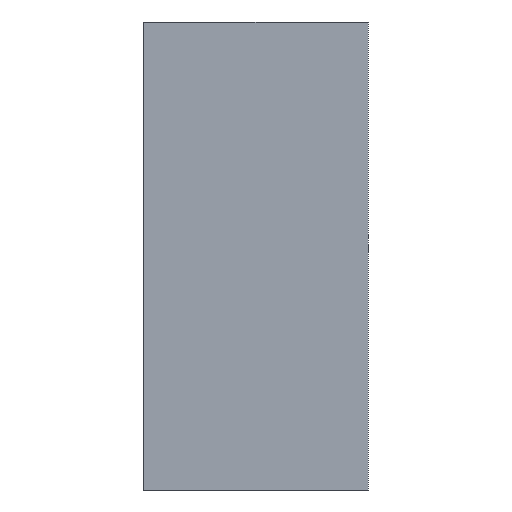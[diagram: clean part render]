
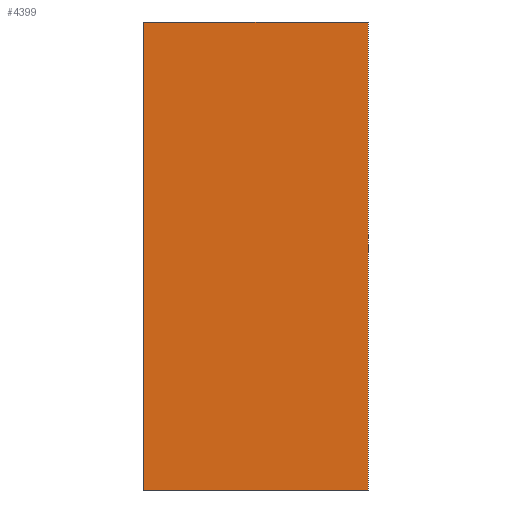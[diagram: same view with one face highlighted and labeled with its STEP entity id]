
A CAD part, front view. The second image highlights one B-rep face of the part: STEP entity #4399.
In plain terms, the highlighted planar face has unit normal (0, -1, 0).
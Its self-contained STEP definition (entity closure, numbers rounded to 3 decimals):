
#2764 = PLANE('',#2765);
#2765 = AXIS2_PLACEMENT_3D('',#2766,#2767,#2768);
#2766 = CARTESIAN_POINT('',(-0.6,0.64,1.25));
#2767 = DIRECTION('',(1.,0.,0.));
#2768 = DIRECTION('',(0.,0.,-1.));
#2919 = VERTEX_POINT('',#2920);
#2920 = CARTESIAN_POINT('',(-0.6,-0.36,0.));
#2934 = PLANE('',#2935);
#2935 = AXIS2_PLACEMENT_3D('',#2936,#2937,#2938);
#2936 = CARTESIAN_POINT('',(0.,1.22,0.));
#2937 = DIRECTION('',(0.,0.,1.));
#2938 = DIRECTION('',(0.,1.,0.));
#2946 = EDGE_CURVE('',#2947,#2919,#2949,.T.);
#2947 = VERTEX_POINT('',#2948);
#2948 = CARTESIAN_POINT('',(-0.6,-0.36,1.25));
#2949 = SURFACE_CURVE('',#2950,(#2954,#2961),.PCURVE_S1.);
#2950 = LINE('',#2951,#2952);
#2951 = CARTESIAN_POINT('',(-0.6,-0.36,1.25));
#2952 = VECTOR('',#2953,1.);
#2953 = DIRECTION('',(0.,0.,-1.));
#2954 = PCURVE('',#2764,#2955);
#2955 = DEFINITIONAL_REPRESENTATION('',(#2956),#2960);
#2956 = LINE('',#2957,#2958);
#2957 = CARTESIAN_POINT('',(-0.,-1.));
#2958 = VECTOR('',#2959,1.);
#2959 = DIRECTION('',(1.,0.));
#2960 = ( GEOMETRIC_REPRESENTATION_CONTEXT(2) 
PARAMETRIC_REPRESENTATION_CONTEXT() REPRESENTATION_CONTEXT('2D SPACE',''
  ) );
#2961 = PCURVE('',#2962,#2967);
#2962 = PLANE('',#2963);
#2963 = AXIS2_PLACEMENT_3D('',#2964,#2965,#2966);
#2964 = CARTESIAN_POINT('',(-0.6,-0.36,1.25));
#2965 = DIRECTION('',(0.,1.,0.));
#2966 = DIRECTION('',(0.,-0.,-1.));
#2967 = DEFINITIONAL_REPRESENTATION('',(#2968),#2972);
#2968 = LINE('',#2969,#2970);
#2969 = CARTESIAN_POINT('',(0.,0.));
#2970 = VECTOR('',#2971,1.);
#2971 = DIRECTION('',(1.,-0.));
#2972 = ( GEOMETRIC_REPRESENTATION_CONTEXT(2) 
PARAMETRIC_REPRESENTATION_CONTEXT() REPRESENTATION_CONTEXT('2D SPACE',''
  ) );
#2990 = PLANE('',#2991);
#2991 = AXIS2_PLACEMENT_3D('',#2992,#2993,#2994);
#2992 = CARTESIAN_POINT('',(0.,1.22,1.25));
#2993 = DIRECTION('',(0.,0.,1.));
#2994 = DIRECTION('',(0.,1.,0.));
#3916 = EDGE_CURVE('',#2947,#3917,#3919,.T.);
#3917 = VERTEX_POINT('',#3918);
#3918 = CARTESIAN_POINT('',(0.,-0.36,1.25));
#3919 = SURFACE_CURVE('',#3920,(#3924,#3931),.PCURVE_S1.);
#3920 = LINE('',#3921,#3922);
#3921 = CARTESIAN_POINT('',(-0.6,-0.36,1.25));
#3922 = VECTOR('',#3923,1.);
#3923 = DIRECTION('',(1.,0.,0.));
#3924 = PCURVE('',#2990,#3925);
#3925 = DEFINITIONAL_REPRESENTATION('',(#3926),#3930);
#3926 = LINE('',#3927,#3928);
#3927 = CARTESIAN_POINT('',(-1.58,0.6));
#3928 = VECTOR('',#3929,1.);
#3929 = DIRECTION('',(0.,-1.));
#3930 = ( GEOMETRIC_REPRESENTATION_CONTEXT(2) 
PARAMETRIC_REPRESENTATION_CONTEXT() REPRESENTATION_CONTEXT('2D SPACE',''
  ) );
#3931 = PCURVE('',#2962,#3932);
#3932 = DEFINITIONAL_REPRESENTATION('',(#3933),#3937);
#3933 = LINE('',#3934,#3935);
#3934 = CARTESIAN_POINT('',(0.,0.));
#3935 = VECTOR('',#3936,1.);
#3936 = DIRECTION('',(-0.,-1.));
#3937 = ( GEOMETRIC_REPRESENTATION_CONTEXT(2) 
PARAMETRIC_REPRESENTATION_CONTEXT() REPRESENTATION_CONTEXT('2D SPACE',''
  ) );
#3955 = PLANE('',#3956);
#3956 = AXIS2_PLACEMENT_3D('',#3957,#3958,#3959);
#3957 = CARTESIAN_POINT('',(0.,-0.36,1.25));
#3958 = DIRECTION('',(-1.,0.,0.));
#3959 = DIRECTION('',(0.,-1.,0.));
#4399 = ADVANCED_FACE('',(#4400),#2962,.F.);
#4400 = FACE_BOUND('',#4401,.T.);
#4401 = EDGE_LOOP('',(#4402,#4425,#4446,#4447));
#4402 = ORIENTED_EDGE('',*,*,#4403,.T.);
#4403 = EDGE_CURVE('',#2919,#4404,#4406,.T.);
#4404 = VERTEX_POINT('',#4405);
#4405 = CARTESIAN_POINT('',(0.,-0.36,0.));
#4406 = SURFACE_CURVE('',#4407,(#4411,#4418),.PCURVE_S1.);
#4407 = LINE('',#4408,#4409);
#4408 = CARTESIAN_POINT('',(-0.6,-0.36,0.));
#4409 = VECTOR('',#4410,1.);
#4410 = DIRECTION('',(1.,0.,0.));
#4411 = PCURVE('',#2962,#4412);
#4412 = DEFINITIONAL_REPRESENTATION('',(#4413),#4417);
#4413 = LINE('',#4414,#4415);
#4414 = CARTESIAN_POINT('',(1.25,0.));
#4415 = VECTOR('',#4416,1.);
#4416 = DIRECTION('',(-0.,-1.));
#4417 = ( GEOMETRIC_REPRESENTATION_CONTEXT(2) 
PARAMETRIC_REPRESENTATION_CONTEXT() REPRESENTATION_CONTEXT('2D SPACE',''
  ) );
#4418 = PCURVE('',#2934,#4419);
#4419 = DEFINITIONAL_REPRESENTATION('',(#4420),#4424);
#4420 = LINE('',#4421,#4422);
#4421 = CARTESIAN_POINT('',(-1.58,0.6));
#4422 = VECTOR('',#4423,1.);
#4423 = DIRECTION('',(0.,-1.));
#4424 = ( GEOMETRIC_REPRESENTATION_CONTEXT(2) 
PARAMETRIC_REPRESENTATION_CONTEXT() REPRESENTATION_CONTEXT('2D SPACE',''
  ) );
#4425 = ORIENTED_EDGE('',*,*,#4426,.F.);
#4426 = EDGE_CURVE('',#3917,#4404,#4427,.T.);
#4427 = SURFACE_CURVE('',#4428,(#4432,#4439),.PCURVE_S1.);
#4428 = LINE('',#4429,#4430);
#4429 = CARTESIAN_POINT('',(0.,-0.36,1.25));
#4430 = VECTOR('',#4431,1.);
#4431 = DIRECTION('',(0.,0.,-1.));
#4432 = PCURVE('',#2962,#4433);
#4433 = DEFINITIONAL_REPRESENTATION('',(#4434),#4438);
#4434 = LINE('',#4435,#4436);
#4435 = CARTESIAN_POINT('',(-0.,-0.6));
#4436 = VECTOR('',#4437,1.);
#4437 = DIRECTION('',(1.,-0.));
#4438 = ( GEOMETRIC_REPRESENTATION_CONTEXT(2) 
PARAMETRIC_REPRESENTATION_CONTEXT() REPRESENTATION_CONTEXT('2D SPACE',''
  ) );
#4439 = PCURVE('',#3955,#4440);
#4440 = DEFINITIONAL_REPRESENTATION('',(#4441),#4445);
#4441 = LINE('',#4442,#4443);
#4442 = CARTESIAN_POINT('',(0.,0.));
#4443 = VECTOR('',#4444,1.);
#4444 = DIRECTION('',(0.,-1.));
#4445 = ( GEOMETRIC_REPRESENTATION_CONTEXT(2) 
PARAMETRIC_REPRESENTATION_CONTEXT() REPRESENTATION_CONTEXT('2D SPACE',''
  ) );
#4446 = ORIENTED_EDGE('',*,*,#3916,.F.);
#4447 = ORIENTED_EDGE('',*,*,#2946,.T.);
